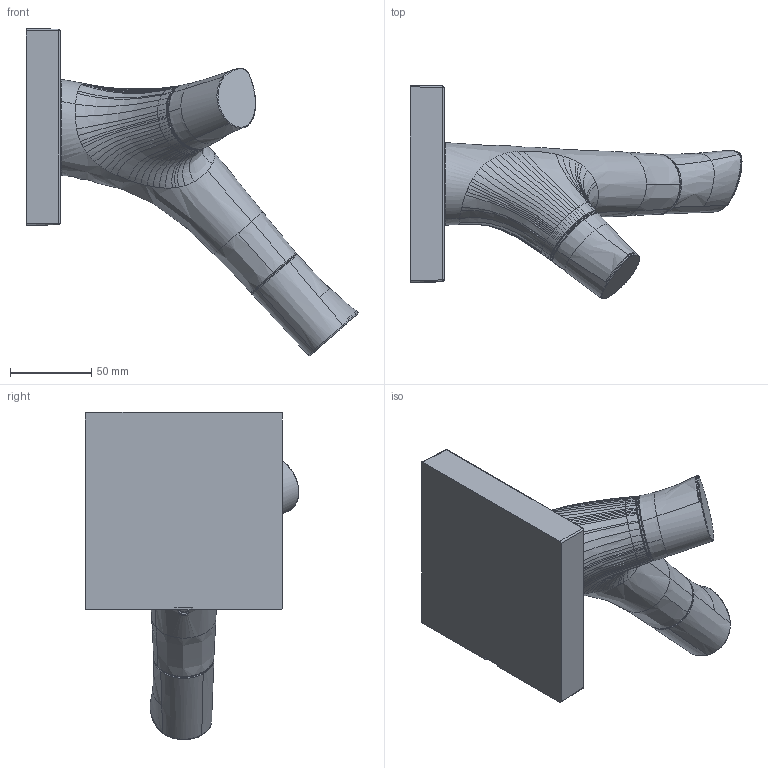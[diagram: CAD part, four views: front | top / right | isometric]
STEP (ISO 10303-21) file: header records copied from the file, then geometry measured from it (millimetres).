
FILE_DESCRIPTION(('CAx-IF Rec.Pracs.---Model Styling and Organization---1.2---2011-12-15','CAx-IF Rec.Pracs.---Geometric and Assembly Validation Properties---4.1---2014-06-16','CAx-IF Rec.Pracs.---PMI Polyline Presentation---2.0---2013-05-24'),'2;1');
FILE_NAME('1000109909_PPR_000.stp','2016-12-05T07:54:35+01:00',(''),(''),'STEP Interface 4.0.1101 by CT CoreTechnologie','3D_Evolution4.0.1101 by CT CoreTechnologie','');
FILE_SCHEMA(('AP203_CONFIGURATION_CONTROLLED_3D_DESIGN_OF_MECHANICAL_PARTS_AND_ASSEMBLIES_MIM_LF'));
Length unit declared in the file: millimetre
Products named in the file (16): P_2 Starck Organic 2-Griff WTA UP chrom 1000109909_PPR_000_A0; P_2 GK WTA WM AXOR Starck Organic 1000106298_PPA_000_A0; P_2 Griff Mischerkart. AX Starck Organic 1000100902_PPA_000_A0; P_2 Griff Auslauf AX Starck Organic (R05 1000100898_PPA_000_A1; P_2 Vierkantrosette WTA_WM AX Starck Org 1000106262_PPA_000_A0; P_2 Farbring WTM AXOR Starck Organic 1000062873_PPA_000_A0; Zyl-Schraube DIN 912-M5x10-A2 1000008184_PPA_000_A0; Gewindestift DIN916-M6x8-A2 mit Einlage 1000032023_PPA_000_A0; Formdichtung WTA_WM Starck Org 1000066585_PPA_000_A0; SR_STD_SC_SSR_2,2gpm-air_Starck Organic 1000065363_PPR_000_A3; Gewindering SR_STD_SC_SSR Starck Org. 1000064409_PPA_000_A4; Flachdichtung d15xD21,3 (EB-2,4) 1000029262_PPA_000_A1; SR_STD_SC_SSR_2,2gpm-air_gelb 1000066882_PPA_000_A0; Aufnahme DFB AXOR Starck Organic 1000057917_PPA_000_A4; O-Ring 18x1,5 (EB d18,5_D21,2_b1,8) 1000026484_PPA_000_A0; O-Ring 19x1,5 EPDM 70 IRHD 1000068608_PPA_000_A0
Assembly tree (15 placements, depth 3):
  P_2 Starck Organic 2-Griff WTA UP chrom 1000109909_PPR_000_A0
    P_2 GK WTA WM AXOR Starck Organic 1000106298_PPA_000_A0
    P_2 Griff Mischerkart. AX Starck Organic 1000100902_PPA_000_A0
    P_2 Griff Auslauf AX Starck Organic (R05 1000100898_PPA_000_A1
    P_2 Vierkantrosette WTA_WM AX Starck Org 1000106262_PPA_000_A0
    P_2 Farbring WTM AXOR Starck Organic 1000062873_PPA_000_A0
    Zyl-Schraube DIN 912-M5x10-A2 1000008184_PPA_000_A0
    Gewindestift DIN916-M6x8-A2 mit Einlage 1000032023_PPA_000_A0
    Formdichtung WTA_WM Starck Org 1000066585_PPA_000_A0
    SR_STD_SC_SSR_2,2gpm-air_Starck Organic 1000065363_PPR_000_A3
      Gewindering SR_STD_SC_SSR Starck Org. 1000064409_PPA_000_A4
      Flachdichtung d15xD21,3 (EB-2,4) 1000029262_PPA_000_A1
      SR_STD_SC_SSR_2,2gpm-air_gelb 1000066882_PPA_000_A0
      Aufnahme DFB AXOR Starck Organic 1000057917_PPA_000_A4
      O-Ring 18x1,5 (EB d18,5_D21,2_b1,8) 1000026484_PPA_000_A0
      O-Ring 19x1,5 EPDM 70 IRHD 1000068608_PPA_000_A0
Bounding box: 203.85 x 131.16 x 200.97 mm (x, y, z)
Volume: 708900.3 mm3; surface area: 102899.7 mm2
Topology: 16 solids, 16 shells, 3741 faces, 10711 edges, 7018 vertices
Faces by surface type: plane 2807, bspline 521, cylinder 413
Entity records: 196006 total; most frequent: CARTESIAN_POINT 58171, ORIENTED_EDGE 21404, DIRECTION 18491, EDGE_CURVE 10702, VECTOR 8697, LINE 8697, VERTEX_POINT 7018, AXIS2_PLACEMENT_3D 4897
